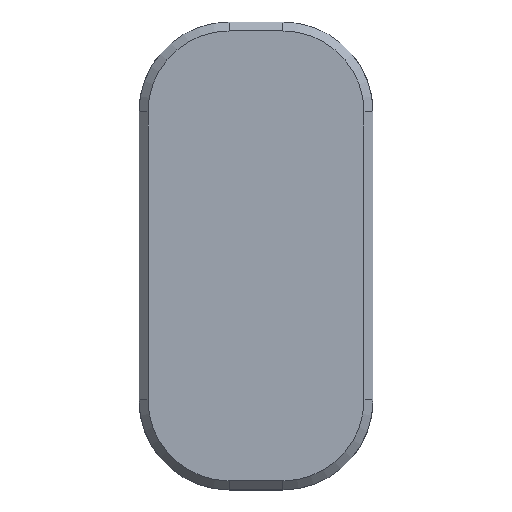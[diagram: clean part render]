
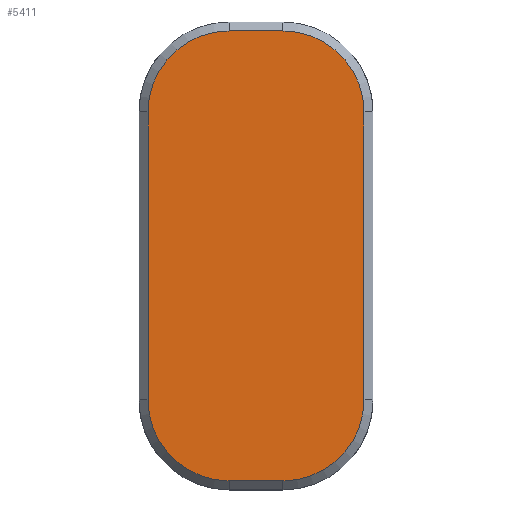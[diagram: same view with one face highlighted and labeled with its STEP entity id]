
A CAD part, top view. The second image highlights one B-rep face of the part: STEP entity #5411.
In plain terms, the highlighted planar face has unit normal (0, 0, 1).
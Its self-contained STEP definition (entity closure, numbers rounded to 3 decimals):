
#351=CIRCLE('',#5986,9.);
#352=CIRCLE('',#5989,9.);
#353=CIRCLE('',#5992,9.);
#354=CIRCLE('',#5995,9.);
#506=PLANE('',#5997);
#810=FACE_OUTER_BOUND('',#1129,.T.);
#1129=EDGE_LOOP('',(#4938,#4939,#4940,#4941,#4942,#4943,#4944,#4945));
#1633=LINE('',#9821,#2117);
#1636=LINE('',#9829,#2120);
#1639=LINE('',#9837,#2123);
#1642=LINE('',#9844,#2126);
#2117=VECTOR('',#7542,10.);
#2120=VECTOR('',#7551,10.);
#2123=VECTOR('',#7560,10.);
#2126=VECTOR('',#7569,10.);
#2616=VERTEX_POINT('',#9814);
#2617=VERTEX_POINT('',#9816);
#2618=VERTEX_POINT('',#9820);
#2619=VERTEX_POINT('',#9824);
#2620=VERTEX_POINT('',#9828);
#2621=VERTEX_POINT('',#9832);
#2622=VERTEX_POINT('',#9836);
#2623=VERTEX_POINT('',#9840);
#3389=EDGE_CURVE('',#2617,#2616,#351,.T.);
#3390=EDGE_CURVE('',#2616,#2618,#1633,.T.);
#3393=EDGE_CURVE('',#2618,#2619,#352,.T.);
#3394=EDGE_CURVE('',#2619,#2620,#1636,.T.);
#3397=EDGE_CURVE('',#2620,#2621,#353,.T.);
#3398=EDGE_CURVE('',#2621,#2622,#1639,.T.);
#3401=EDGE_CURVE('',#2622,#2623,#354,.T.);
#3402=EDGE_CURVE('',#2623,#2617,#1642,.T.);
#4938=ORIENTED_EDGE('',*,*,#3389,.F.);
#4939=ORIENTED_EDGE('',*,*,#3402,.F.);
#4940=ORIENTED_EDGE('',*,*,#3401,.F.);
#4941=ORIENTED_EDGE('',*,*,#3398,.F.);
#4942=ORIENTED_EDGE('',*,*,#3397,.F.);
#4943=ORIENTED_EDGE('',*,*,#3394,.F.);
#4944=ORIENTED_EDGE('',*,*,#3393,.F.);
#4945=ORIENTED_EDGE('',*,*,#3390,.F.);
#5411=ADVANCED_FACE('',(#810),#506,.T.);
#5986=AXIS2_PLACEMENT_3D('',#9818,#7538,#7539);
#5989=AXIS2_PLACEMENT_3D('',#9826,#7547,#7548);
#5992=AXIS2_PLACEMENT_3D('',#9834,#7556,#7557);
#5995=AXIS2_PLACEMENT_3D('',#9842,#7565,#7566);
#5997=AXIS2_PLACEMENT_3D('',#9845,#7570,#7571);
#7538=DIRECTION('center_axis',(0.,0.,-1.));
#7539=DIRECTION('ref_axis',(0.707,-0.707,0.));
#7542=DIRECTION('',(-1.,0.,0.));
#7547=DIRECTION('center_axis',(0.,0.,-1.));
#7548=DIRECTION('ref_axis',(-0.707,-0.707,0.));
#7551=DIRECTION('',(0.,1.,0.));
#7556=DIRECTION('center_axis',(0.,0.,-1.));
#7557=DIRECTION('ref_axis',(-0.707,0.707,0.));
#7560=DIRECTION('',(1.,0.,0.));
#7565=DIRECTION('center_axis',(0.,0.,-1.));
#7566=DIRECTION('ref_axis',(0.707,0.707,0.));
#7569=DIRECTION('',(0.,-1.,0.));
#7570=DIRECTION('center_axis',(0.,0.,1.));
#7571=DIRECTION('ref_axis',(1.,0.,0.));
#9814=CARTESIAN_POINT('',(3.,-25.,1.));
#9816=CARTESIAN_POINT('',(12.,-16.,1.));
#9818=CARTESIAN_POINT('Origin',(3.,-16.,1.));
#9820=CARTESIAN_POINT('',(-3.,-25.,1.));
#9821=CARTESIAN_POINT('',(-6.5,-25.,1.));
#9824=CARTESIAN_POINT('',(-12.,-16.,1.));
#9826=CARTESIAN_POINT('Origin',(-3.,-16.,1.));
#9828=CARTESIAN_POINT('',(-12.,16.,1.));
#9829=CARTESIAN_POINT('',(-12.,13.,1.));
#9832=CARTESIAN_POINT('',(-3.,25.,1.));
#9834=CARTESIAN_POINT('Origin',(-3.,16.,1.));
#9836=CARTESIAN_POINT('',(3.,25.,1.));
#9837=CARTESIAN_POINT('',(6.5,25.,1.));
#9840=CARTESIAN_POINT('',(12.,16.,1.));
#9842=CARTESIAN_POINT('Origin',(3.,16.,1.));
#9844=CARTESIAN_POINT('',(12.,-13.,1.));
#9845=CARTESIAN_POINT('Origin',(0.,0.,1.));
